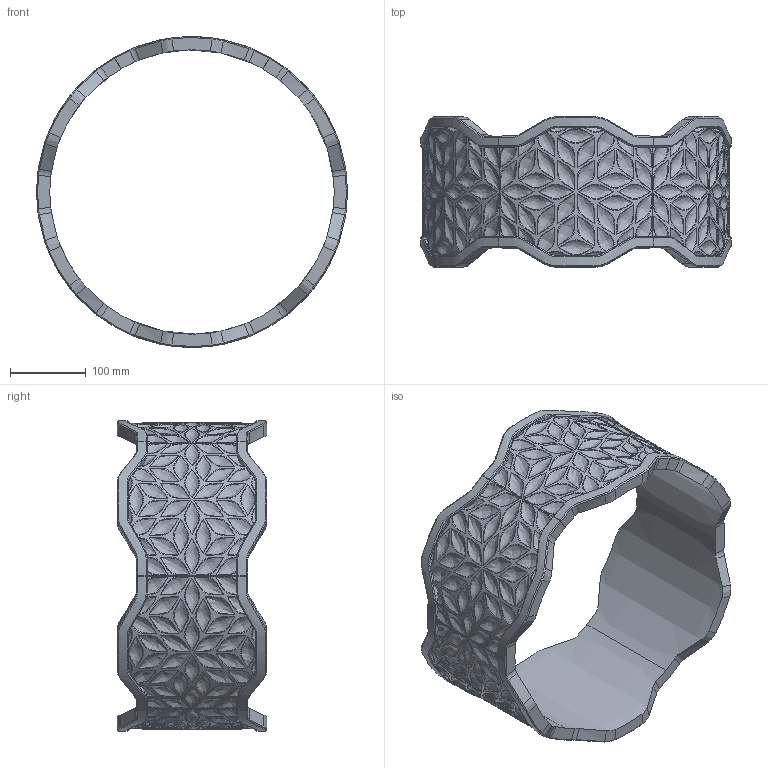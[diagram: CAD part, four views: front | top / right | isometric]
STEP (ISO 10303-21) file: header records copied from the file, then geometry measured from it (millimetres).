
FILE_DESCRIPTION(('FreeCAD Model'),'2;1');
FILE_NAME('Open CASCADE Shape Model','2025-05-04T05:02:34',('FreeCAD'),( 'FreeCAD'),'Open CASCADE STEP processor 7.6','FreeCAD','Unknown');
FILE_SCHEMA(('AUTOMOTIVE_DESIGN { 1 0 10303 214 1 1 1 1 }'));
Products named in the file (1): Open CASCADE STEP translator 7.6 1
Bounding box: 410.53 x 197.85 x 410.36 mm (x, y, z)
Volume: 2891006 mm3; surface area: 505368.6 mm2
Topology: 2 solids, 2 shells, 1260 faces, 2592 edges, 1516 vertices
Faces by surface type: bspline 1260
Entity records: 375452 total; most frequent: CARTESIAN_POINT 358149, ORIENTED_EDGE 5184, EDGE_CURVE 2592, B_SPLINE_CURVE_WITH_KNOTS 2592, VERTEX_POINT 1516, FACE_BOUND 1440, EDGE_LOOP 1440, ADVANCED_FACE 1260
